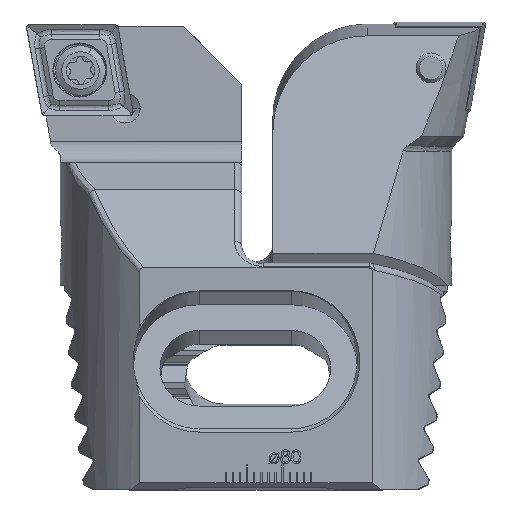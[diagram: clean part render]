
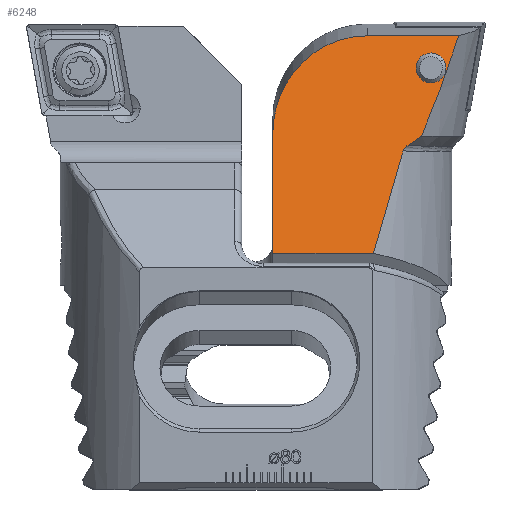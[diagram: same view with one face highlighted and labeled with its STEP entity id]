
A CAD part, top view. The second image highlights one B-rep face of the part: STEP entity #6248.
In plain terms, the highlighted face is planar.
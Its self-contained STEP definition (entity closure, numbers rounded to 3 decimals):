
#290 = VERTEX_POINT ( 'NONE', #7458 ) ;
#330 = ORIENTED_EDGE ( 'NONE', *, *, #11640, .T. ) ;
#487 = CARTESIAN_POINT ( 'NONE',  ( 7.644, -4.379, -14.444 ) ) ;
#569 = VERTEX_POINT ( 'NONE', #2138 ) ;
#668 = CARTESIAN_POINT ( 'NONE',  ( 7.644, -4.379, -14.444 ) ) ;
#713 = CARTESIAN_POINT ( 'NONE',  ( 3.444, -8.579, -15.569 ) ) ;
#975 = AXIS2_PLACEMENT_3D ( 'NONE', #14069, #13422, #13264 ) ;
#1027 = CARTESIAN_POINT ( 'NONE',  ( 3.756, -1.957, -13.795 ) ) ;
#1364 = ORIENTED_EDGE ( 'NONE', *, *, #10898, .T. ) ;
#1366 = ORIENTED_EDGE ( 'NONE', *, *, #11668, .T. ) ;
#1390 = ORIENTED_EDGE ( 'NONE', *, *, #11417, .T. ) ;
#1514 = CARTESIAN_POINT ( 'NONE',  ( 8.976, -16.083, -17.58 ) ) ;
#1549 =( BOUNDED_CURVE ( )  B_SPLINE_CURVE ( 3, ( #10324, #10389, #10193, #10108 ),
 .UNSPECIFIED., .F., .F. ) 
 B_SPLINE_CURVE_WITH_KNOTS ( ( 4, 4 ),
 ( 3.142, 6.283 ),
 .UNSPECIFIED. ) 
 CURVE ( )  GEOMETRIC_REPRESENTATION_ITEM ( )  RATIONAL_B_SPLINE_CURVE ( ( 1., 0.333, 0.333, 1. ) ) 
 REPRESENTATION_ITEM ( '' )  );
#2138 = CARTESIAN_POINT ( 'NONE',  ( 15.75, -32.579, -22. ) ) ;
#2306 = CARTESIAN_POINT ( 'NONE',  ( 11.03, -17.457, -17.948 ) ) ;
#2438 = CARTESIAN_POINT ( 'NONE',  ( 11.469, -17.88, -18.061 ) ) ;
#2442 = CARTESIAN_POINT ( 'NONE',  ( 11.16, -17.542, -17.971 ) ) ;
#2590 = CARTESIAN_POINT ( 'NONE',  ( 11.277, -17.643, -17.998 ) ) ;
#2786 = CARTESIAN_POINT ( 'NONE',  ( 11.544, -18.015, -18.098 ) ) ;
#2789 = CARTESIAN_POINT ( 'NONE',  ( 11.579, -18.164, -18.138 ) ) ;
#2892 = ORIENTED_EDGE ( 'NONE', *, *, #17785, .T. ) ;
#3277 = CARTESIAN_POINT ( 'NONE',  ( 16.6, -1.957, -13.795 ) ) ;
#3744 = ORIENTED_EDGE ( 'NONE', *, *, #11020, .F. ) ;
#4474 = EDGE_LOOP ( 'NONE', ( #3744, #4584, #9174, #5406, #5827, #1390, #330, #1366 ) ) ;
#4584 = ORIENTED_EDGE ( 'NONE', *, *, #11227, .T. ) ;
#4914 = LINE ( 'NONE', #7991, #8193 ) ;
#5355 =( BOUNDED_CURVE ( )  B_SPLINE_CURVE ( 3, ( #9061, #8722, #8312, #8270 ),
 .UNSPECIFIED., .F., .F. ) 
 B_SPLINE_CURVE_WITH_KNOTS ( ( 4, 4 ),
 ( 3.785, 3.992 ),
 .UNSPECIFIED. ) 
 CURVE ( )  GEOMETRIC_REPRESENTATION_ITEM ( )  RATIONAL_B_SPLINE_CURVE ( ( 1., 0.996, 0.996, 1. ) ) 
 REPRESENTATION_ITEM ( '' )  );
#5406 = ORIENTED_EDGE ( 'NONE', *, *, #10761, .T. ) ;
#5522 = LINE ( 'NONE', #13433, #16510 ) ;
#5558 = VERTEX_POINT ( 'NONE', #16167 ) ;
#5827 = ORIENTED_EDGE ( 'NONE', *, *, #11387, .T. ) ;
#6248 = ADVANCED_FACE ( 'NONE', ( #14851, #14399 ), #13906, .F. ) ;
#6321 = DIRECTION ( 'NONE',  ( -1., 0., 0. ) ) ;
#6668 = VERTEX_POINT ( 'NONE', #12260 ) ;
#7164 = VERTEX_POINT ( 'NONE', #9857 ) ;
#7458 = CARTESIAN_POINT ( 'NONE',  ( 11.03, -17.457, -17.948 ) ) ;
#7461 = EDGE_LOOP ( 'NONE', ( #1364, #2892 ) ) ;
#7991 = CARTESIAN_POINT ( 'NONE',  ( 65., -1.957, -13.795 ) ) ;
#8193 = VECTOR ( 'NONE', #6321, 1000. ) ;
#8270 = CARTESIAN_POINT ( 'NONE',  ( 11.579, -18.164, -18.138 ) ) ;
#8312 = CARTESIAN_POINT ( 'NONE',  ( 12.834, -23.499, -19.567 ) ) ;
#8722 = CARTESIAN_POINT ( 'NONE',  ( 14.229, -28.321, -20.859 ) ) ;
#9061 = CARTESIAN_POINT ( 'NONE',  ( 15.75, -32.579, -22. ) ) ;
#9174 = ORIENTED_EDGE ( 'NONE', *, *, #11296, .F. ) ;
#9857 = CARTESIAN_POINT ( 'NONE',  ( 29.9, -32.579, -22. ) ) ;
#10108 = CARTESIAN_POINT ( 'NONE',  ( 7.644, -4.379, -14.444 ) ) ;
#10193 = CARTESIAN_POINT ( 'NONE',  ( 11.844, -4.379, -14.444 ) ) ;
#10324 = CARTESIAN_POINT ( 'NONE',  ( 7.644, -8.579, -15.569 ) ) ;
#10389 = CARTESIAN_POINT ( 'NONE',  ( 11.844, -8.579, -15.569 ) ) ;
#10493 = CARTESIAN_POINT ( 'NONE',  ( 7.644, -8.579, -15.569 ) ) ;
#10495 = VERTEX_POINT ( 'NONE', #1027 ) ;
#10761 = EDGE_CURVE ( 'NONE', #7164, #569, #12293, .T. ) ;
#10898 = EDGE_CURVE ( 'NONE', #5558, #18019, #1549, .T. ) ;
#11020 = EDGE_CURVE ( 'NONE', #12812, #10495, #4914, .T. ) ;
#11227 = EDGE_CURVE ( 'NONE', #12812, #14836, #16513, .T. ) ;
#11296 = EDGE_CURVE ( 'NONE', #7164, #14836, #5522, .T. ) ;
#11387 = EDGE_CURVE ( 'NONE', #569, #6668, #5355, .T. ) ;
#11417 = EDGE_CURVE ( 'NONE', #6668, #290, #16756, .T. ) ;
#11424 =( BOUNDED_CURVE ( )  B_SPLINE_CURVE ( 3, ( #668, #17495, #713, #10493 ),
 .UNSPECIFIED., .F., .F. ) 
 B_SPLINE_CURVE_WITH_KNOTS ( ( 4, 4 ),
 ( 0., 3.142 ),
 .UNSPECIFIED. ) 
 CURVE ( )  GEOMETRIC_REPRESENTATION_ITEM ( )  RATIONAL_B_SPLINE_CURVE ( ( 1., 0.333, 0.333, 1. ) ) 
 REPRESENTATION_ITEM ( '' )  );
#11640 = EDGE_CURVE ( 'NONE', #290, #14387, #14443, .T. ) ;
#11668 = EDGE_CURVE ( 'NONE', #14387, #10495, #17999, .T. ) ;
#12260 = CARTESIAN_POINT ( 'NONE',  ( 11.579, -18.164, -18.138 ) ) ;
#12293 = LINE ( 'NONE', #16419, #15179 ) ;
#12812 = VERTEX_POINT ( 'NONE', #3277 ) ;
#13264 = DIRECTION ( 'NONE',  ( 0., -0.966, -0.259 ) ) ;
#13281 = DIRECTION ( 'NONE',  ( 0., 0.966, 0.259 ) ) ;
#13422 = DIRECTION ( 'NONE',  ( 0., -0.259, 0.966 ) ) ;
#13433 = CARTESIAN_POINT ( 'NONE',  ( 29.9, -32.579, -22. ) ) ;
#13906 = PLANE ( 'NONE',  #975 ) ;
#14069 = CARTESIAN_POINT ( 'NONE',  ( 65., -1.957, -13.795 ) ) ;
#14150 = CARTESIAN_POINT ( 'NONE',  ( 29.9, -15.813, -17.508 ) ) ;
#14387 = VERTEX_POINT ( 'NONE', #1514 ) ;
#14399 = FACE_OUTER_BOUND ( 'NONE', #4474, .T. ) ;
#14443 = B_SPLINE_CURVE_WITH_KNOTS ( 'NONE', 3,
 ( #16747, #16675, #16648, #16591 ),
 .UNSPECIFIED., .F., .F.,
 ( 4, 4 ),
 ( 0.001, 0.003 ),
 .UNSPECIFIED. ) ;
#14836 = VERTEX_POINT ( 'NONE', #14150 ) ;
#14851 = FACE_BOUND ( 'NONE', #7461, .T. ) ;
#15179 = VECTOR ( 'NONE', #16366, 1000. ) ;
#16167 = CARTESIAN_POINT ( 'NONE',  ( 7.644, -8.579, -15.569 ) ) ;
#16364 = CARTESIAN_POINT ( 'NONE',  ( 29.9, -15.813, -17.508 ) ) ;
#16366 = DIRECTION ( 'NONE',  ( -1., 0., 0. ) ) ;
#16419 = CARTESIAN_POINT ( 'NONE',  ( 65., -32.579, -22. ) ) ;
#16440 = CARTESIAN_POINT ( 'NONE',  ( 3.756, -1.957, -13.795 ) ) ;
#16456 = CARTESIAN_POINT ( 'NONE',  ( 5.443, -7.138, -15.183 ) ) ;
#16458 = CARTESIAN_POINT ( 'NONE',  ( 16.6, -1.957, -13.795 ) ) ;
#16505 = CARTESIAN_POINT ( 'NONE',  ( 7.185, -11.851, -16.446 ) ) ;
#16510 = VECTOR ( 'NONE', #13281, 1000. ) ;
#16513 =( BOUNDED_CURVE ( )  B_SPLINE_CURVE ( 3, ( #16458, #17696, #17188, #16364 ),
 .UNSPECIFIED., .F., .F. ) 
 B_SPLINE_CURVE_WITH_KNOTS ( ( 4, 4 ),
 ( 3.142, 4.712 ),
 .UNSPECIFIED. ) 
 CURVE ( )  GEOMETRIC_REPRESENTATION_ITEM ( )  RATIONAL_B_SPLINE_CURVE ( ( 1., 0.805, 0.805, 1. ) ) 
 REPRESENTATION_ITEM ( '' )  );
#16542 = CARTESIAN_POINT ( 'NONE',  ( 8.976, -16.083, -17.58 ) ) ;
#16591 = CARTESIAN_POINT ( 'NONE',  ( 8.976, -16.083, -17.58 ) ) ;
#16648 = CARTESIAN_POINT ( 'NONE',  ( 9.655, -16.549, -17.705 ) ) ;
#16675 = CARTESIAN_POINT ( 'NONE',  ( 10.339, -17.008, -17.828 ) ) ;
#16747 = CARTESIAN_POINT ( 'NONE',  ( 11.03, -17.457, -17.948 ) ) ;
#16756 = B_SPLINE_CURVE_WITH_KNOTS ( 'NONE', 3,
 ( #2789, #2786, #2438, #2590, #2442, #2306 ),
 .UNSPECIFIED., .F., .F.,
 ( 4, 2, 4 ),
 ( 0., 0., 0.001 ),
 .UNSPECIFIED. ) ;
#17188 = CARTESIAN_POINT ( 'NONE',  ( 29.9, -7.696, -15.333 ) ) ;
#17495 = CARTESIAN_POINT ( 'NONE',  ( 3.444, -4.379, -14.444 ) ) ;
#17696 = CARTESIAN_POINT ( 'NONE',  ( 24.391, -1.957, -13.795 ) ) ;
#17785 = EDGE_CURVE ( 'NONE', #18019, #5558, #11424, .T. ) ;
#17999 =( BOUNDED_CURVE ( )  B_SPLINE_CURVE ( 3, ( #16542, #16505, #16456, #16440 ),
 .UNSPECIFIED., .F., .T. ) 
 B_SPLINE_CURVE_WITH_KNOTS ( ( 4, 4 ),
 ( 3.586, 3.696 ),
 .UNSPECIFIED. ) 
 CURVE ( )  GEOMETRIC_REPRESENTATION_ITEM ( )  RATIONAL_B_SPLINE_CURVE ( ( 1., 0.999, 0.999, 1. ) ) 
 REPRESENTATION_ITEM ( '' )  );
#18019 = VERTEX_POINT ( 'NONE', #487 ) ;
